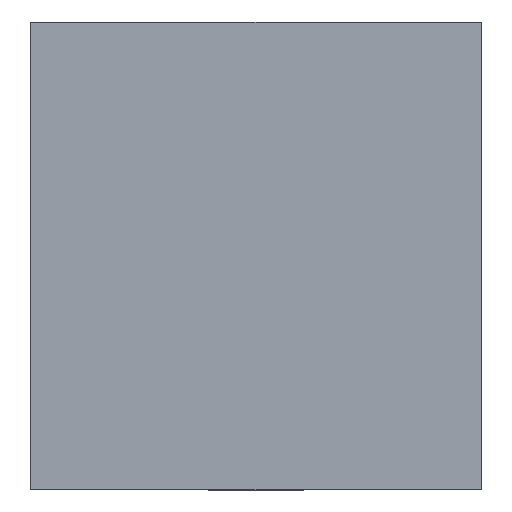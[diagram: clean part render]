
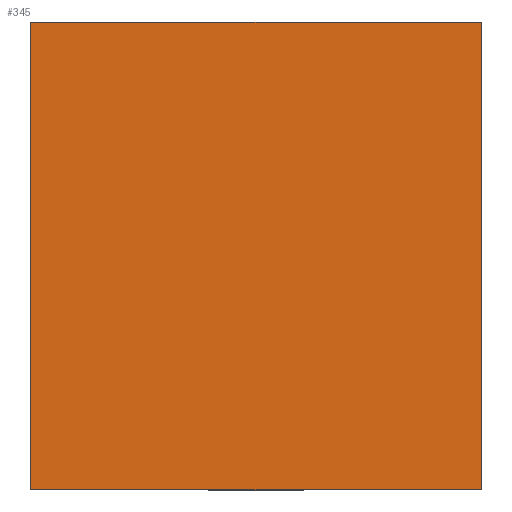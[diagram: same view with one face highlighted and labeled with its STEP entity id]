
A CAD part, top view. The second image highlights one B-rep face of the part: STEP entity #345.
In plain terms, the highlighted planar face has unit normal (0, 0, 1).
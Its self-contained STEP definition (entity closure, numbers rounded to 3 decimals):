
#327=AXIS2_PLACEMENT_3D('Plane Axis2P3D',#324,#325,#326) ;
#271=CARTESIAN_POINT('Vertex',(2.6,0.,3.8)) ;
#278=CARTESIAN_POINT('Vertex',(2.6,2.7,3.8)) ;
#281=CARTESIAN_POINT('Line Origine',(2.6,1.35,3.8)) ;
#302=CARTESIAN_POINT('Vertex',(0.,2.7,3.8)) ;
#309=CARTESIAN_POINT('Vertex',(0.,0.,3.8)) ;
#312=CARTESIAN_POINT('Line Origine',(0.,1.35,3.8)) ;
#324=CARTESIAN_POINT('Axis2P3D Location',(1.3,1.35,3.8)) ;
#329=CARTESIAN_POINT('Line Origine',(1.3,0.,3.8)) ;
#334=CARTESIAN_POINT('Line Origine',(1.3,2.7,3.8)) ;
#282=DIRECTION('Vector Direction',(0.,1.,0.)) ;
#313=DIRECTION('Vector Direction',(0.,-1.,0.)) ;
#325=DIRECTION('Axis2P3D Direction',(0.,0.,1.)) ;
#326=DIRECTION('Axis2P3D XDirection',(1.,0.,0.)) ;
#330=DIRECTION('Vector Direction',(-1.,0.,0.)) ;
#335=DIRECTION('Vector Direction',(1.,0.,0.)) ;
#283=VECTOR('Line Direction',#282,1.) ;
#314=VECTOR('Line Direction',#313,1.) ;
#331=VECTOR('Line Direction',#330,1.) ;
#336=VECTOR('Line Direction',#335,1.) ;
#340=ORIENTED_EDGE('',*,*,#316,.T.) ;
#341=ORIENTED_EDGE('',*,*,#333,.T.) ;
#342=ORIENTED_EDGE('',*,*,#285,.T.) ;
#343=ORIENTED_EDGE('',*,*,#338,.T.) ;
#345=ADVANCED_FACE('S3D-gedreht',(#344),#328,.T.) ;
#285=EDGE_CURVE('',#272,#279,#284,.T.) ;
#316=EDGE_CURVE('',#303,#310,#315,.T.) ;
#333=EDGE_CURVE('',#310,#272,#332,.F.) ;
#338=EDGE_CURVE('',#279,#303,#337,.F.) ;
#339=EDGE_LOOP('',(#340,#341,#342,#343)) ;
#344=FACE_OUTER_BOUND('',#339,.T.) ;
#284=LINE('Line',#281,#283) ;
#315=LINE('Line',#312,#314) ;
#332=LINE('Line',#329,#331) ;
#337=LINE('Line',#334,#336) ;
#328=PLANE('',#327) ;
#272=VERTEX_POINT('',#271) ;
#279=VERTEX_POINT('',#278) ;
#303=VERTEX_POINT('',#302) ;
#310=VERTEX_POINT('',#309) ;
